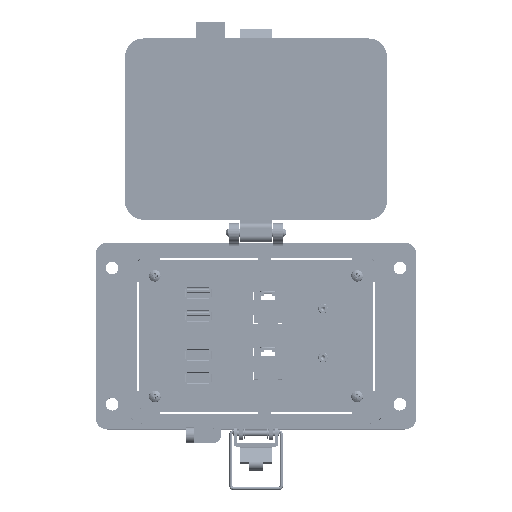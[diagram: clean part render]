
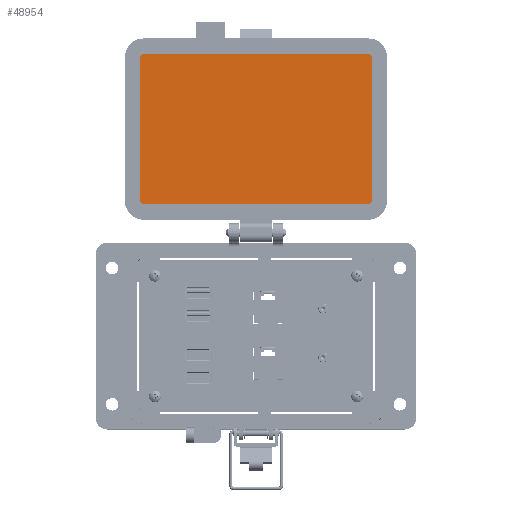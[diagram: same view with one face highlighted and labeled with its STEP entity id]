
A CAD part, top view. The second image highlights one B-rep face of the part: STEP entity #48954.
In plain terms, the highlighted planar face has unit normal (0, 0, 1).
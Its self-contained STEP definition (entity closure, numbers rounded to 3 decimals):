
#2962 = ORIENTED_EDGE ( 'NONE', *, *, #101065, .F. ) ;
#4827 = CARTESIAN_POINT ( 'NONE',  ( -57.72, 69.55, 8.694 ) ) ;
#5010 = EDGE_CURVE ( 'NONE', #67453, #67175, #85448, .T. ) ;
#5062 = DIRECTION ( 'NONE',  ( -1., 0., 0. ) ) ;
#6168 = VECTOR ( 'NONE', #86162, 1000. ) ;
#6979 = EDGE_CURVE ( 'NONE', #20525, #67453, #69373, .T. ) ;
#9198 = CARTESIAN_POINT ( 'NONE',  ( -59.505, 143.334, 8.694 ) ) ;
#9657 = AXIS2_PLACEMENT_3D ( 'NONE', #84076, #38803, #66671 ) ;
#10477 = EDGE_CURVE ( 'NONE', #51950, #67064, #95874, .T. ) ;
#11436 = DIRECTION ( 'NONE',  ( 0., -1., 0. ) ) ;
#11926 = ORIENTED_EDGE ( 'NONE', *, *, #45663, .F. ) ;
#12863 = CARTESIAN_POINT ( 'NONE',  ( 59.502, 143.334, 8.694 ) ) ;
#14713 = LINE ( 'NONE', #58876, #6168 ) ;
#18092 = DIRECTION ( 'NONE',  ( 0., 0., -1. ) ) ;
#19262 = AXIS2_PLACEMENT_3D ( 'NONE', #97481, #68501, #103880 ) ;
#19465 = ORIENTED_EDGE ( 'NONE', *, *, #10477, .F. ) ;
#20525 = VERTEX_POINT ( 'NONE', #52281 ) ;
#22495 = PLANE ( 'NONE',  #9657 ) ;
#24884 = LINE ( 'NONE', #9198, #59529 ) ;
#25107 = CARTESIAN_POINT ( 'NONE',  ( -57.72, 145.119, 8.694 ) ) ;
#26494 = VECTOR ( 'NONE', #76755, 1000. ) ;
#30893 = CARTESIAN_POINT ( 'NONE',  ( 59.502, 69.55, 8.694 ) ) ;
#30974 = AXIS2_PLACEMENT_3D ( 'NONE', #74157, #100249, #11436 ) ;
#33842 = CARTESIAN_POINT ( 'NONE',  ( 59.502, 69.55, 8.694 ) ) ;
#35962 = ORIENTED_EDGE ( 'NONE', *, *, #5010, .F. ) ;
#36184 = AXIS2_PLACEMENT_3D ( 'NONE', #4827, #18092, #70972 ) ;
#38803 = DIRECTION ( 'NONE',  ( 0., 0., 1. ) ) ;
#38991 = VECTOR ( 'NONE', #5062, 1000. ) ;
#39974 = CARTESIAN_POINT ( 'NONE',  ( -59.505, 69.55, 8.694 ) ) ;
#42744 = CARTESIAN_POINT ( 'NONE',  ( -57.72, 67.765, 8.694 ) ) ;
#45663 = EDGE_CURVE ( 'NONE', #106980, #51950, #24884, .T. ) ;
#48646 = FACE_OUTER_BOUND ( 'NONE', #96448, .T. ) ;
#48762 = ORIENTED_EDGE ( 'NONE', *, *, #6979, .F. ) ;
#48954 = ADVANCED_FACE ( 'NONE', ( #48646 ), #22495, .T. ) ;
#49897 = CARTESIAN_POINT ( 'NONE',  ( -59.505, 143.334, 8.694 ) ) ;
#51950 = VERTEX_POINT ( 'NONE', #49897 ) ;
#52281 = CARTESIAN_POINT ( 'NONE',  ( 57.717, 145.119, 8.694 ) ) ;
#55868 = VERTEX_POINT ( 'NONE', #67068 ) ;
#58477 = LINE ( 'NONE', #42744, #38991 ) ;
#58876 = CARTESIAN_POINT ( 'NONE',  ( 57.717, 145.119, 8.694 ) ) ;
#59529 = VECTOR ( 'NONE', #96280, 1000. ) ;
#64836 = EDGE_CURVE ( 'NONE', #67175, #55868, #83419, .T. ) ;
#66671 = DIRECTION ( 'NONE',  ( 0., -1., 0. ) ) ;
#67064 = VERTEX_POINT ( 'NONE', #25107 ) ;
#67068 = CARTESIAN_POINT ( 'NONE',  ( 57.717, 67.765, 8.694 ) ) ;
#67175 = VERTEX_POINT ( 'NONE', #33842 ) ;
#67453 = VERTEX_POINT ( 'NONE', #12863 ) ;
#68501 = DIRECTION ( 'NONE',  ( 0., 0., -1. ) ) ;
#69373 = CIRCLE ( 'NONE', #19262, 1.785 ) ;
#69702 = EDGE_CURVE ( 'NONE', #55868, #93116, #58477, .T. ) ;
#70972 = DIRECTION ( 'NONE',  ( 0., -1., 0. ) ) ;
#73274 = CIRCLE ( 'NONE', #36184, 1.785 ) ;
#74157 = CARTESIAN_POINT ( 'NONE',  ( -57.72, 143.334, 8.694 ) ) ;
#76755 = DIRECTION ( 'NONE',  ( 0., -1., 0. ) ) ;
#83419 = CIRCLE ( 'NONE', #100156, 1.785 ) ;
#83723 = CARTESIAN_POINT ( 'NONE',  ( -57.72, 67.765, 8.694 ) ) ;
#84076 = CARTESIAN_POINT ( 'NONE',  ( -30.745, 145.119, 8.694 ) ) ;
#85342 = DIRECTION ( 'NONE',  ( 0., -1., 0. ) ) ;
#85448 = LINE ( 'NONE', #30893, #26494 ) ;
#86162 = DIRECTION ( 'NONE',  ( 1., 0., 0. ) ) ;
#89253 = ORIENTED_EDGE ( 'NONE', *, *, #99055, .F. ) ;
#93116 = VERTEX_POINT ( 'NONE', #83723 ) ;
#94044 = CARTESIAN_POINT ( 'NONE',  ( 57.717, 69.55, 8.694 ) ) ;
#95874 = CIRCLE ( 'NONE', #30974, 1.785 ) ;
#96280 = DIRECTION ( 'NONE',  ( 0., 1., 0. ) ) ;
#96448 = EDGE_LOOP ( 'NONE', ( #19465, #11926, #2962, #112457, #107032, #35962, #48762, #89253 ) ) ;
#97481 = CARTESIAN_POINT ( 'NONE',  ( 57.717, 143.334, 8.694 ) ) ;
#99055 = EDGE_CURVE ( 'NONE', #67064, #20525, #14713, .T. ) ;
#100156 = AXIS2_PLACEMENT_3D ( 'NONE', #94044, #103888, #85342 ) ;
#100249 = DIRECTION ( 'NONE',  ( 0., 0., -1. ) ) ;
#101065 = EDGE_CURVE ( 'NONE', #93116, #106980, #73274, .T. ) ;
#103880 = DIRECTION ( 'NONE',  ( 0., -1., 0. ) ) ;
#103888 = DIRECTION ( 'NONE',  ( 0., 0., -1. ) ) ;
#106980 = VERTEX_POINT ( 'NONE', #39974 ) ;
#107032 = ORIENTED_EDGE ( 'NONE', *, *, #64836, .F. ) ;
#112457 = ORIENTED_EDGE ( 'NONE', *, *, #69702, .F. ) ;
